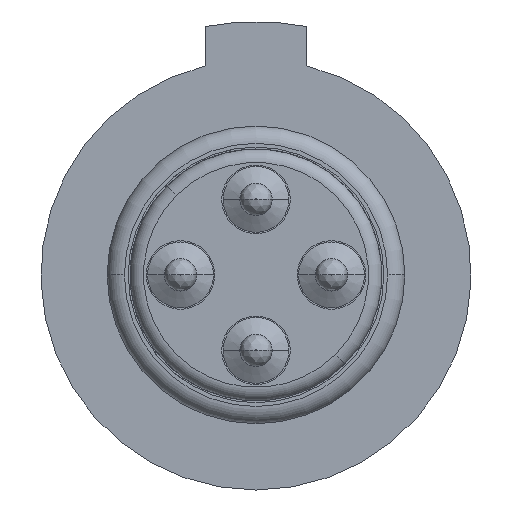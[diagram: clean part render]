
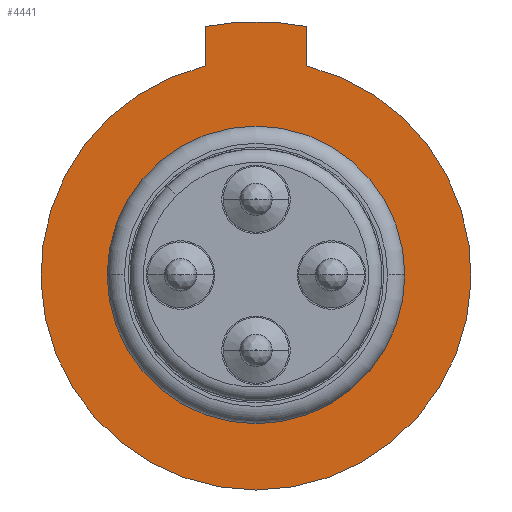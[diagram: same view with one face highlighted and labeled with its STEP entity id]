
A CAD part, front view. The second image highlights one B-rep face of the part: STEP entity #4441.
In plain terms, the highlighted planar face has unit normal (0, -1, 0).
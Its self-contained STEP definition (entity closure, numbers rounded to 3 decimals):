
#509=CARTESIAN_POINT('',(0.,-2.85,0.));
#510=DIRECTION('',(0.,1.,0.));
#511=DIRECTION('',(1.,0.,0.));
#512=AXIS2_PLACEMENT_3D('',#509,#510,#511);
#523=CARTESIAN_POINT('',(0.,-2.85,0.));
#524=DIRECTION('',(0.,-1.,0.));
#525=DIRECTION('',(1.,0.,0.));
#526=AXIS2_PLACEMENT_3D('',#523,#524,#525);
#528=DIRECTION('',(0.,0.,1.));
#529=VECTOR('',#528,0.729);
#530=CARTESIAN_POINT('',(-0.94,-2.85,3.876));
#531=LINE('',#530,#529);
#532=CARTESIAN_POINT('',(0.,-2.85,0.));
#533=DIRECTION('',(0.,-1.,0.));
#534=DIRECTION('',(0.2,0.,0.98));
#535=AXIS2_PLACEMENT_3D('',#532,#533,#534);
#537=DIRECTION('',(0.,0.,-1.));
#538=VECTOR('',#537,0.729);
#539=CARTESIAN_POINT('',(0.94,-2.85,4.605));
#540=LINE('',#539,#538);
#550=CARTESIAN_POINT('',(0.,-2.85,0.));
#551=DIRECTION('',(0.,-1.,0.));
#552=DIRECTION('',(-0.236,0.,0.972));
#553=AXIS2_PLACEMENT_3D('',#550,#551,#552);
#3095=CARTESIAN_POINT('',(2.76,-2.85,0.));
#3096=CARTESIAN_POINT('',(-2.76,-2.85,0.));
#3097=VERTEX_POINT('',#3095);
#3098=VERTEX_POINT('',#3096);
#3119=CARTESIAN_POINT('',(0.94,-2.85,4.605));
#3120=CARTESIAN_POINT('',(-0.94,-2.85,4.605));
#3121=VERTEX_POINT('',#3119);
#3122=VERTEX_POINT('',#3120);
#3127=CARTESIAN_POINT('',(-0.94,-2.85,3.876));
#3128=VERTEX_POINT('',#3127);
#3129=CARTESIAN_POINT('',(0.94,-2.85,3.876));
#3130=VERTEX_POINT('',#3129);
#4422=CARTESIAN_POINT('',(0.,-2.85,0.));
#4423=DIRECTION('',(0.,-1.,0.));
#4424=DIRECTION('',(1.,0.,0.));
#4425=AXIS2_PLACEMENT_3D('',#4422,#4423,#4424);
#4426=PLANE('',#4425);
#4428=ORIENTED_EDGE('',*,*,#4427,.F.);
#4430=ORIENTED_EDGE('',*,*,#4429,.T.);
#4432=ORIENTED_EDGE('',*,*,#4431,.F.);
#4434=ORIENTED_EDGE('',*,*,#4433,.T.);
#4435=EDGE_LOOP('',(#4428,#4430,#4432,#4434));
#4436=FACE_OUTER_BOUND('',#4435,.F.);
#4437=ORIENTED_EDGE('',*,*,#4416,.T.);
#4438=ORIENTED_EDGE('',*,*,#4402,.F.);
#4439=EDGE_LOOP('',(#4437,#4438));
#4440=FACE_BOUND('',#4439,.F.);
#4441=ADVANCED_FACE('',(#4436,#4440),#4426,.T.);
#513=CIRCLE('',#512,2.76);
#527=CIRCLE('',#526,2.76);
#536=CIRCLE('',#535,4.7);
#554=CIRCLE('',#553,3.988);
#4402=EDGE_CURVE('',#3097,#3098,#513,.T.);
#4416=EDGE_CURVE('',#3097,#3098,#527,.T.);
#4427=EDGE_CURVE('',#3128,#3130,#554,.T.);
#4429=EDGE_CURVE('',#3128,#3122,#531,.T.);
#4431=EDGE_CURVE('',#3121,#3122,#536,.T.);
#4433=EDGE_CURVE('',#3121,#3130,#540,.T.);
